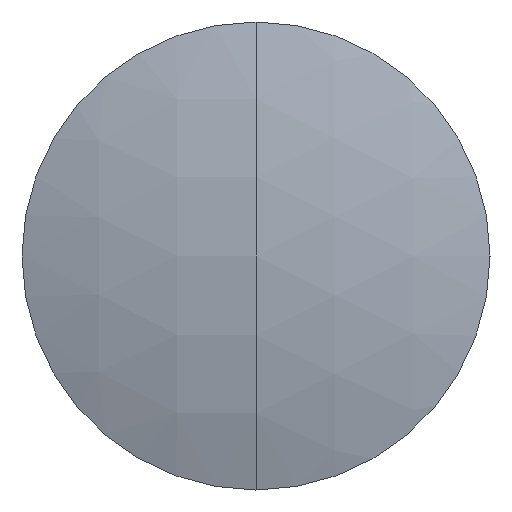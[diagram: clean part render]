
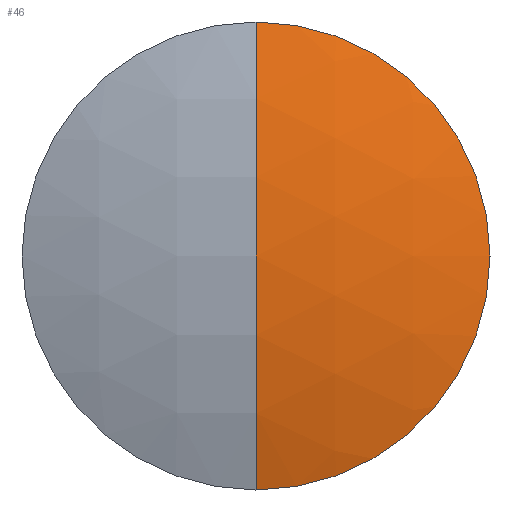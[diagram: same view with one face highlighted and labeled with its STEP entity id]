
A CAD part, left-side view. The second image highlights one B-rep face of the part: STEP entity #46.
In plain terms, the highlighted spherical face has radius 83.2 mm.
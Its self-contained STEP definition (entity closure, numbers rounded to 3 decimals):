
#13 = SPHERICAL_SURFACE ( 'NONE', #328, 83.2 ) ;
#30 = EDGE_CURVE ( 'NONE', #205, #315, #55, .T. ) ;
#35 = DIRECTION ( 'NONE',  ( 0., 0., -1. ) ) ;
#46 = ADVANCED_FACE ( 'NONE', ( #114 ), #13, .T. ) ;
#55 = CIRCLE ( 'NONE', #89, 83.2 ) ;
#59 = DIRECTION ( 'NONE',  ( 0., 0., -1. ) ) ;
#71 = CARTESIAN_POINT ( 'NONE',  ( 329.929, 0., 0. ) ) ;
#82 = CARTESIAN_POINT ( 'NONE',  ( 409.157, 0., 0. ) ) ;
#83 = CARTESIAN_POINT ( 'NONE',  ( 409.157, 0., 0. ) ) ;
#89 = AXIS2_PLACEMENT_3D ( 'NONE', #82, #291, #120 ) ;
#99 = ORIENTED_EDGE ( 'NONE', *, *, #30, .F. ) ;
#101 = CIRCLE ( 'NONE', #142, 83.2 ) ;
#104 = EDGE_CURVE ( 'NONE', #251, #315, #101, .T. ) ;
#114 = FACE_OUTER_BOUND ( 'NONE', #168, .T. ) ;
#120 = DIRECTION ( 'NONE',  ( 0., 0., 1. ) ) ;
#132 = CARTESIAN_POINT ( 'NONE',  ( 409.157, 0., 0. ) ) ;
#142 = AXIS2_PLACEMENT_3D ( 'NONE', #83, #239, #59 ) ;
#144 = ORIENTED_EDGE ( 'NONE', *, *, #104, .T. ) ;
#145 = DIRECTION ( 'NONE',  ( 0., -1., 0. ) ) ;
#150 = DIRECTION ( 'NONE',  ( -1., 0., 0. ) ) ;
#168 = EDGE_LOOP ( 'NONE', ( #329, #144, #99 ) ) ;
#173 = CARTESIAN_POINT ( 'NONE',  ( 325.957, 0., 0. ) ) ;
#175 = EDGE_CURVE ( 'NONE', #205, #251, #335, .T. ) ;
#178 = DIRECTION ( 'NONE',  ( 0., 0., 1. ) ) ;
#205 = VERTEX_POINT ( 'NONE', #338 ) ;
#239 = DIRECTION ( 'NONE',  ( 0., -1., 0. ) ) ;
#251 = VERTEX_POINT ( 'NONE', #252 ) ;
#252 = CARTESIAN_POINT ( 'NONE',  ( 329.929, 0., 25.4 ) ) ;
#281 = AXIS2_PLACEMENT_3D ( 'NONE', #71, #150, #178 ) ;
#291 = DIRECTION ( 'NONE',  ( 0., 1., 0. ) ) ;
#315 = VERTEX_POINT ( 'NONE', #173 ) ;
#328 = AXIS2_PLACEMENT_3D ( 'NONE', #132, #145, #35 ) ;
#329 = ORIENTED_EDGE ( 'NONE', *, *, #175, .T. ) ;
#335 = CIRCLE ( 'NONE', #281, 25.4 ) ;
#338 = CARTESIAN_POINT ( 'NONE',  ( 329.929, 0., -25.4 ) ) ;
